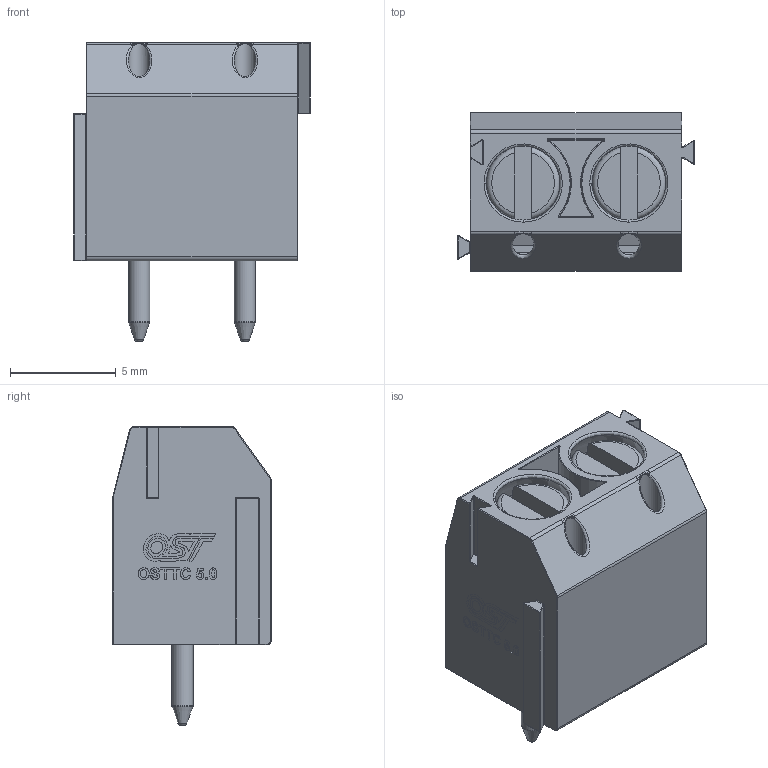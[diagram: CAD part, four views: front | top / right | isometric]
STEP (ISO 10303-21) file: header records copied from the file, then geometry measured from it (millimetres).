
FILE_DESCRIPTION(/* description */ (''),/* implementation_level */ '2;1');
FILE_NAME(/* name */ 'OST - OSTTC020162.step',/* time_stamp */ '2020-07-13T00:08:29+01:00',/* author */ (''),/* organization */ (''),/* preprocessor_version */ 'ST-DEVELOPER v18.1',/* originating_system */ 'Autodesk Translation Framework v9.3.0.1241',/* authorisation */ '');
FILE_SCHEMA (('AUTOMOTIVE_DESIGN { 1 0 10303 214 3 1 1 }'));
Length unit declared in the file: millimetre
Products named in the file (1): OST - OSTTC020162
Bounding box: 11.2 x 7.5 x 14.1 mm (x, y, z)
Volume: 522.4 mm3; surface area: 1414.9 mm2
Topology: 1 solids, 1 shells, 889 faces, 2310 edges, 1424 vertices
Faces by surface type: cylinder 314, bspline 231, plane 204, torus 74, sphere 60, cone 6
Full cylindrical faces by diameter (mm): 1 x4, 2.016 x6, 2.175 x2, 2.53 x6, 3 x2, 4 x2
Entity records: 36421 total; most frequent: CARTESIAN_POINT 15897, ORIENTED_EDGE 4620, DIRECTION 3638, EDGE_CURVE 2310, VERTEX_POINT 1424, AXIS2_PLACEMENT_3D 1349, LINE 940, VECTOR 940
